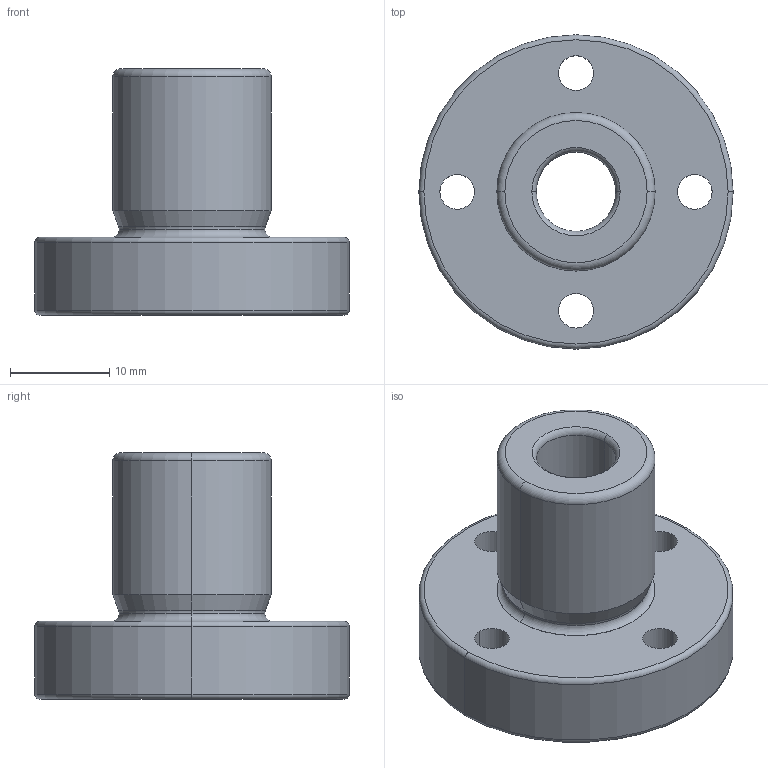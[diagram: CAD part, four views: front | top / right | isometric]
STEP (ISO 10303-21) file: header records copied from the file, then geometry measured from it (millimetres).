
FILE_DESCRIPTION (( 'STEP AP214' ), '1' );
FILE_NAME ('FlangeBearing_5029BCF0EB.step', '2022-04-05T22:55:45', ( '' ), ( '' ), 'SwSTEP 2.0', 'SolidWorks 2019', '' );
FILE_SCHEMA (( 'AUTOMOTIVE_DESIGN' ));
Length unit declared in the file: inch
Products named in the file (3): 5JKXsxmZlQ_CADModel_0; FlangeBearing_5029BCF0EB
Assembly tree (1 placements, depth 2):
  5JKXsxmZlQ_CADModel_0
  FlangeBearing_5029BCF0EB
    5JKXsxmZlQ_CADModel_0
Bounding box: 31.75 x 31.75 x 24.9 mm (x, y, z)
Volume: 7785.8 mm3; surface area: 5450.6 mm2
Topology: 2 solids, 2 shells, 51 faces, 110 edges, 66 vertices
Faces by surface type: cylinder 28, torus 14, plane 7, cone 2
Entity records: 2195 total; most frequent: DIRECTION 302, CARTESIAN_POINT 232, ORIENTED_EDGE 220, AXIS2_PLACEMENT_3D 136, EDGE_CURVE 110, CIRCLE 80, VERTEX_POINT 66, EDGE_LOOP 66
